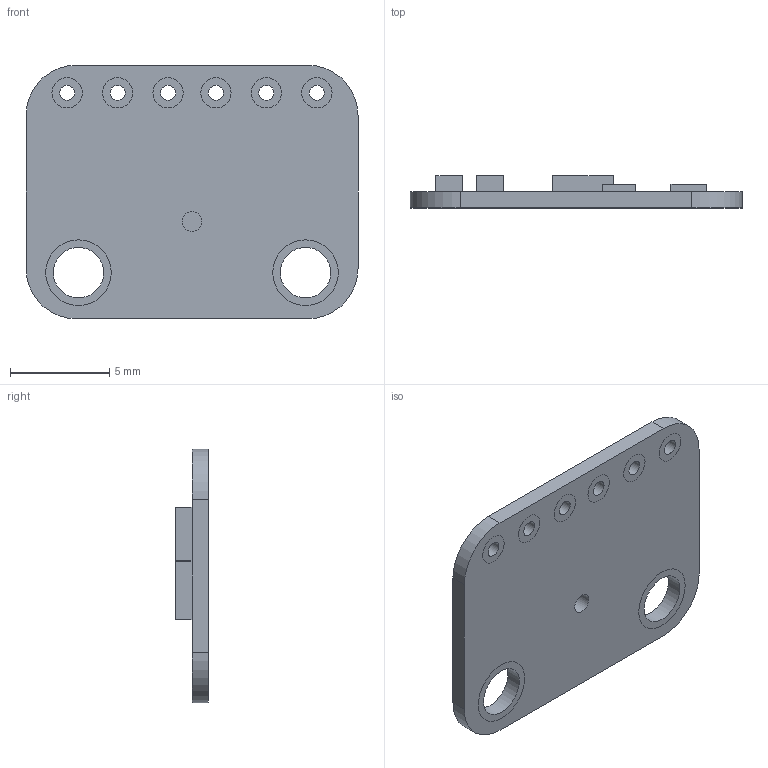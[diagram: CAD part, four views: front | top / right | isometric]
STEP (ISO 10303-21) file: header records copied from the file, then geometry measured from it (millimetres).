
FILE_DESCRIPTION(/* description */ (''),/* implementation_level */ '2;1');
FILE_NAME(/* name */ 'mems-mic.step',/* time_stamp */ '2022-12-19T11:08:39+01:00',/* author */ (''),/* organization */ (''),/* preprocessor_version */ 'ST-DEVELOPER v19.2',/* originating_system */ 'Autodesk Translation Framework v11.17.0.187',/* authorisation */ '');
FILE_SCHEMA (('AUTOMOTIVE_DESIGN { 1 0 10303 214 3 1 1 }'));
Length unit declared in the file: inch
Products named in the file (1): Pi Mic breakout SPH0645
Bounding box: 16.71 x 1.63 x 12.78 mm (x, y, z)
Volume: 176.8 mm3; surface area: 491.4 mm2
Topology: 1 solids, 1 shells, 61 faces, 127 edges, 90 vertices
Faces by surface type: plane 48, cylinder 13
Full cylindrical faces by diameter (mm): 0.762 x6, 1 x1, 2.54 x2
Entity records: 1790 total; most frequent: DIRECTION 293, CARTESIAN_POINT 279, ORIENTED_EDGE 254, EDGE_CURVE 127, AXIS2_PLACEMENT_3D 104, EDGE_LOOP 99, VERTEX_POINT 90, LINE 85
